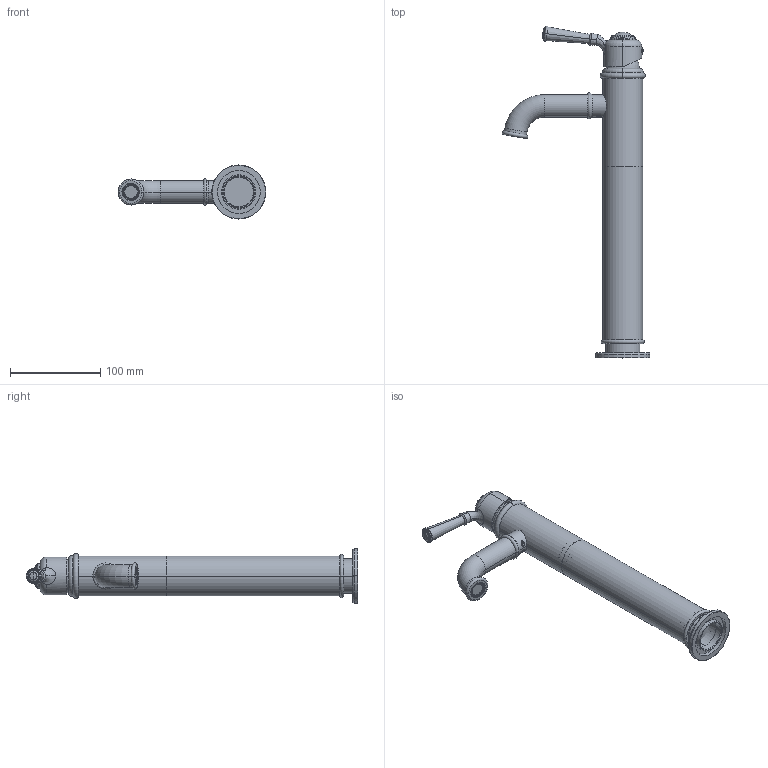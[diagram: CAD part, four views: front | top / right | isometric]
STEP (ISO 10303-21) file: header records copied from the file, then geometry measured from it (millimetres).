
FILE_DESCRIPTION((''),'2;1');
FILE_NAME('8051002_ASM','2013-12-21T',('Administrator'),(''),'PRO/ENGINEER BY PARAMETRIC TECHNOLOGY CORPORATION, 2008230','PRO/ENGINEER BY PARAMETRIC TECHNOLOGY CORPORATION, 2008230','');
FILE_SCHEMA(('CONFIG_CONTROL_DESIGN'));
Length unit declared in the file: millimetre
Products named in the file (30): 8051001-012; 8051001-572; 8051001-232; K-35A; 1022001-062; 1022001-072; 8051001-052; 8051002-042; 8051002-032; 8051001-574; 8051001-142; 8051001-022_AF1; 8051001-573_AF1; 8051001-053_AF1; 8051001-021_AF3_ASM; 8051001-152; 8001001-133; 8051001-092; 8051001-575; 8051001-342; 8051001-102; 8051001-192; DS-M5X5-P; JQ-8X2; JQ-14X2; DS-M5X4-J; 8029001-402; JQ-6X2; LZ-6_5; 8051002_ASM
Assembly tree (32 placements, depth 3):
  8051002_ASM
    8051001-012
    8051001-572
    8051001-232
    K-35A
    1022001-062
    1022001-072
    8051001-052
    8051002-042
    8051002-032
    8051001-574
    8051001-142
    8051001-021_AF3_ASM
      8051001-022_AF1
      8051001-573_AF1
      8051001-053_AF1
    8051001-152
    8001001-133
    8051001-092
    8051001-575
    8051001-342
    8051001-102
    8051001-192
    DS-M5X5-P
    JQ-8X2
    JQ-14X2  x2
    DS-M5X4-J  x2
    8029001-402
    JQ-6X2  x2
    LZ-6_5
Bounding box: 163.82 x 368.1 x 60 mm (x, y, z)
Volume: 586700.8 mm3; surface area: 145345.3 mm2
Topology: 32 solids, 62 shells, 953 faces, 2307 edges, 1447 vertices
Faces by surface type: cylinder 356, plane 299, cone 141, torus 95, bspline 42, sphere 20
Entity records: 36898 total; most frequent: CARTESIAN_POINT 14483, DIRECTION 4936, ORIENTED_EDGE 4270, EDGE_CURVE 2193, AXIS2_PLACEMENT_3D 2031, VERTEX_POINT 1388, CIRCLE 1055, EDGE_LOOP 1033
